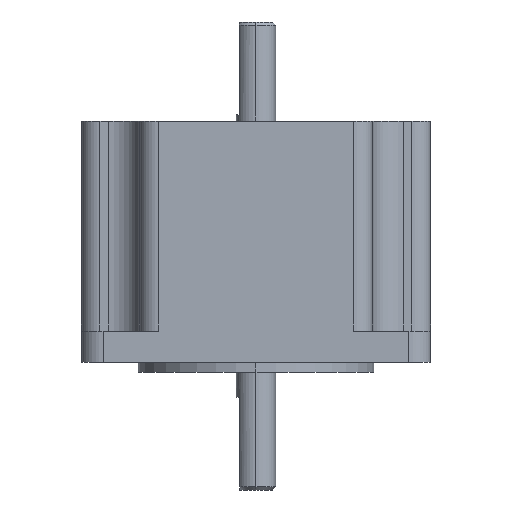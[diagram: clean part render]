
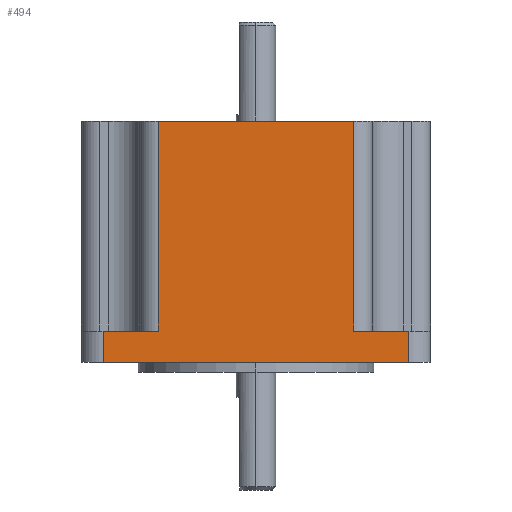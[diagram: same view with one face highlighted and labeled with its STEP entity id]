
A CAD part, left-side view. The second image highlights one B-rep face of the part: STEP entity #494.
In plain terms, the highlighted planar face has unit normal (-1, 0, 0).
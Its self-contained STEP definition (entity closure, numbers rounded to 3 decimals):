
#169 = CARTESIAN_POINT ( 'NONE',  ( -28.2, 15.8, 39. ) ) ;
#170 = DIRECTION ( 'NONE',  ( 0., -1., 0. ) ) ;
#239 = VECTOR ( 'NONE', #170, 1000. ) ;
#271 = VECTOR ( 'NONE', #626, 1000. ) ;
#282 = VECTOR ( 'NONE', #630, 1000. ) ;
#307 = VECTOR ( 'NONE', #1196, 1000. ) ;
#355 = VECTOR ( 'NONE', #628, 1000. ) ;
#360 = VECTOR ( 'NONE', #1076, 1000. ) ;
#374 = VECTOR ( 'NONE', #1117, 1000. ) ;
#422 = VERTEX_POINT ( 'NONE', #1270 ) ;
#494 = ADVANCED_FACE ( 'NONE', ( #1919 ), #612, .F. ) ;
#551 = EDGE_CURVE ( 'NONE', #670, #904, #1588, .T. ) ;
#552 = EDGE_CURVE ( 'NONE', #422, #671, #1589, .T. ) ;
#553 = EDGE_CURVE ( 'NONE', #684, #905, #1590, .T. ) ;
#612 = PLANE ( 'NONE',  #1669 ) ;
#625 = CARTESIAN_POINT ( 'NONE',  ( -28.2, 24.7, 5.08 ) ) ;
#626 = DIRECTION ( 'NONE',  ( 0., 0., -1. ) ) ;
#627 = CARTESIAN_POINT ( 'NONE',  ( -28.2, 15.8, 39. ) ) ;
#628 = DIRECTION ( 'NONE',  ( 0., 0., -1. ) ) ;
#629 = CARTESIAN_POINT ( 'NONE',  ( -28.2, -15.8, 39. ) ) ;
#630 = DIRECTION ( 'NONE',  ( 0., 0., -1. ) ) ;
#670 = VERTEX_POINT ( 'NONE', #1023 ) ;
#671 = VERTEX_POINT ( 'NONE', #1024 ) ;
#684 = VERTEX_POINT ( 'NONE', #1029 ) ;
#720 = EDGE_CURVE ( 'NONE', #670, #671, #1608, .T. ) ;
#736 = EDGE_CURVE ( 'NONE', #905, #906, #1616, .T. ) ;
#745 = EDGE_CURVE ( 'NONE', #904, #903, #1618, .T. ) ;
#762 = EDGE_CURVE ( 'NONE', #422, #684, #1626, .T. ) ;
#813 = EDGE_CURVE ( 'NONE', #903, #906, #1348, .T. ) ;
#864 = CARTESIAN_POINT ( 'NONE',  ( -28.2, 28.2, 5.08 ) ) ;
#865 = DIRECTION ( 'NONE',  ( 1., 0., 0. ) ) ;
#866 = DIRECTION ( 'NONE',  ( 0., 1., 0. ) ) ;
#903 = VERTEX_POINT ( 'NONE', #1468 ) ;
#904 = VERTEX_POINT ( 'NONE', #1469 ) ;
#905 = VERTEX_POINT ( 'NONE', #1470 ) ;
#906 = VERTEX_POINT ( 'NONE', #1471 ) ;
#1023 = CARTESIAN_POINT ( 'NONE',  ( -28.2, 24.7, 5.08 ) ) ;
#1024 = CARTESIAN_POINT ( 'NONE',  ( -28.2, 15.8, 5.08 ) ) ;
#1029 = CARTESIAN_POINT ( 'NONE',  ( -28.2, -15.8, 39. ) ) ;
#1075 = CARTESIAN_POINT ( 'NONE',  ( -28.2, 28.2, 5.08 ) ) ;
#1076 = DIRECTION ( 'NONE',  ( 0., -1., 0. ) ) ;
#1116 = CARTESIAN_POINT ( 'NONE',  ( -28.2, 28.2, 5.08 ) ) ;
#1117 = DIRECTION ( 'NONE',  ( 0., -1., 0. ) ) ;
#1195 = CARTESIAN_POINT ( 'NONE',  ( -28.2, 28.2, 0. ) ) ;
#1196 = DIRECTION ( 'NONE',  ( 0., -1., 0. ) ) ;
#1270 = CARTESIAN_POINT ( 'NONE',  ( -28.2, 15.8, 39. ) ) ;
#1348 = LINE ( 'NONE', #1429, #1991 ) ;
#1429 = CARTESIAN_POINT ( 'NONE',  ( -28.2, -24.7, 5.08 ) ) ;
#1430 = DIRECTION ( 'NONE',  ( 0., 0., 1. ) ) ;
#1468 = CARTESIAN_POINT ( 'NONE',  ( -28.2, -24.7, 0. ) ) ;
#1469 = CARTESIAN_POINT ( 'NONE',  ( -28.2, 24.7, 0. ) ) ;
#1470 = CARTESIAN_POINT ( 'NONE',  ( -28.2, -15.8, 5.08 ) ) ;
#1471 = CARTESIAN_POINT ( 'NONE',  ( -28.2, -24.7, 5.08 ) ) ;
#1544 = ORIENTED_EDGE ( 'NONE', *, *, #736, .F. ) ;
#1546 = EDGE_LOOP ( 'NONE', ( #1801, #1802, #1544, #1803, #1804, #1805, #1806, #1807 ) ) ;
#1588 = LINE ( 'NONE', #625, #271 ) ;
#1589 = LINE ( 'NONE', #627, #355 ) ;
#1590 = LINE ( 'NONE', #629, #282 ) ;
#1608 = LINE ( 'NONE', #1075, #360 ) ;
#1616 = LINE ( 'NONE', #1116, #374 ) ;
#1618 = LINE ( 'NONE', #1195, #307 ) ;
#1626 = LINE ( 'NONE', #169, #239 ) ;
#1669 = AXIS2_PLACEMENT_3D ( 'NONE', #864, #865, #866 ) ;
#1801 = ORIENTED_EDGE ( 'NONE', *, *, #745, .T. ) ;
#1802 = ORIENTED_EDGE ( 'NONE', *, *, #813, .T. ) ;
#1803 = ORIENTED_EDGE ( 'NONE', *, *, #553, .F. ) ;
#1804 = ORIENTED_EDGE ( 'NONE', *, *, #762, .F. ) ;
#1805 = ORIENTED_EDGE ( 'NONE', *, *, #552, .T. ) ;
#1806 = ORIENTED_EDGE ( 'NONE', *, *, #720, .F. ) ;
#1807 = ORIENTED_EDGE ( 'NONE', *, *, #551, .T. ) ;
#1919 = FACE_OUTER_BOUND ( 'NONE', #1546, .T. ) ;
#1991 = VECTOR ( 'NONE', #1430, 1000. ) ;
